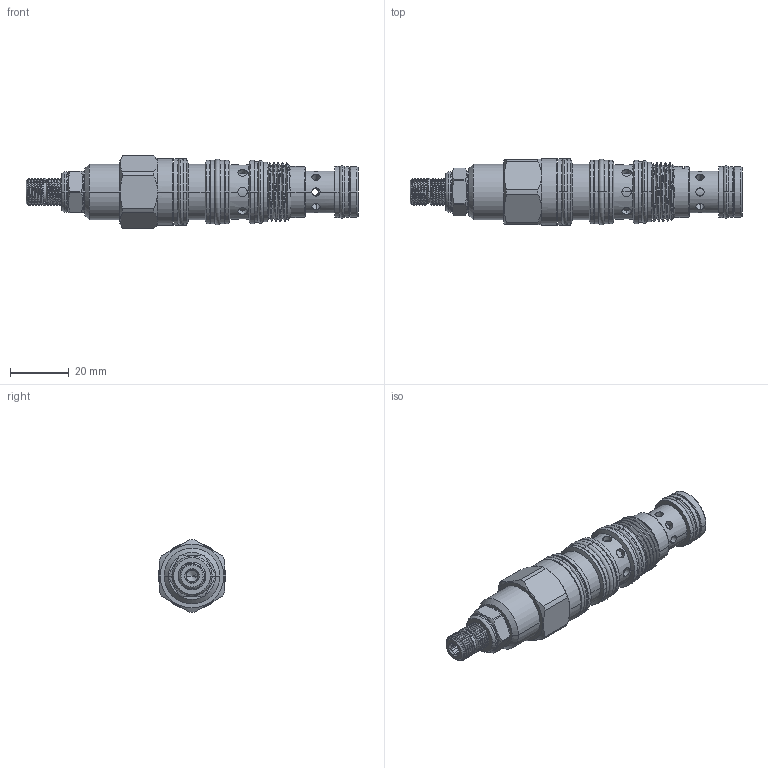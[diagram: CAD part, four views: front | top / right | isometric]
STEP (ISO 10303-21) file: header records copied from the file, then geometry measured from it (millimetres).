
FILE_DESCRIPTION (( 'STEP AP203' ), '1' );
FILE_NAME ('PW21A40(43)(45)-L.STEP', '2020-03-23T05:57:41', ( '' ), ( '' ), 'SwSTEP 2.0', 'SolidWorks 2018', '' );
FILE_SCHEMA (( 'CONFIG_CONTROL_DESIGN' ));
Products named in the file (1): PW21A40(43)(45)-L
Bounding box: 113.52 x 22.98 x 24.79 mm (x, y, z)
Volume: 27944.3 mm3; surface area: 15923 mm2
Topology: 11 solids, 12 shells, 960 faces, 2555 edges, 1619 vertices
Faces by surface type: cylinder 685, plane 102, cone 100, torus 61, bspline 8, sphere 4
Entity records: 64418 total; most frequent: CARTESIAN_POINT 41438, ORIENTED_EDGE 5102, DIRECTION 3945, EDGE_CURVE 2551, VERTEX_POINT 1619, AXIS2_PLACEMENT_3D 1557, EDGE_LOOP 1438, B_SPLINE_CURVE_WITH_KNOTS 1049
